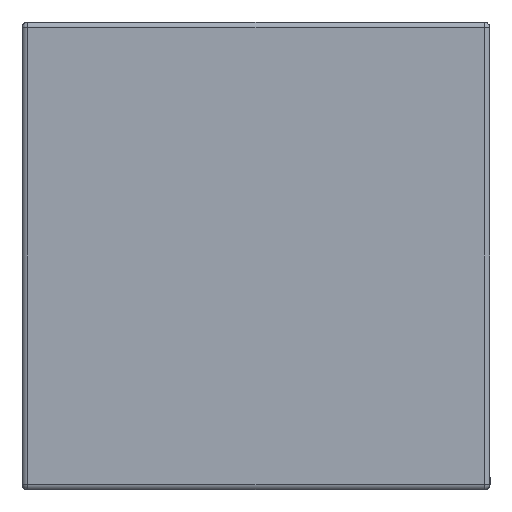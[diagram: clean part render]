
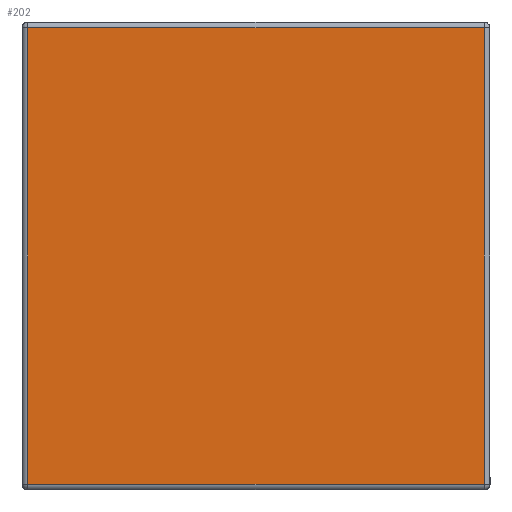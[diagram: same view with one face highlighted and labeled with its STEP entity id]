
A CAD part, left-side view. The second image highlights one B-rep face of the part: STEP entity #202.
In plain terms, the highlighted planar face has unit normal (-1, 0, 0).
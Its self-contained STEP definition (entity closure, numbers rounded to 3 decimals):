
#78 = VECTOR ( 'NONE', #1167, 1000. ) ;
#202 = ADVANCED_FACE ( 'NONE', ( #3829 ), #4565, .F. ) ;
#349 = VECTOR ( 'NONE', #4303, 1000. ) ;
#447 = VECTOR ( 'NONE', #2031, 1000. ) ;
#449 = EDGE_CURVE ( 'NONE', #4661, #1290, #3949, .T. ) ;
#489 = LINE ( 'NONE', #1945, #78 ) ;
#502 = DIRECTION ( 'NONE',  ( 0., 0., -1. ) ) ;
#828 = AXIS2_PLACEMENT_3D ( 'NONE', #2645, #1128, #4113 ) ;
#1039 = ORIENTED_EDGE ( 'NONE', *, *, #3515, .T. ) ;
#1128 = DIRECTION ( 'NONE',  ( 1., 0., 0. ) ) ;
#1167 = DIRECTION ( 'NONE',  ( 0., -1., 0. ) ) ;
#1290 = VERTEX_POINT ( 'NONE', #3341 ) ;
#1468 = ORIENTED_EDGE ( 'NONE', *, *, #3850, .T. ) ;
#1503 = ORIENTED_EDGE ( 'NONE', *, *, #449, .T. ) ;
#1602 = CARTESIAN_POINT ( 'NONE',  ( -0.8, 0., 0.79 ) ) ;
#1623 = LINE ( 'NONE', #4631, #349 ) ;
#1932 = VERTEX_POINT ( 'NONE', #2813 ) ;
#1945 = CARTESIAN_POINT ( 'NONE',  ( -0.8, 0., 0.01 ) ) ;
#1988 = CARTESIAN_POINT ( 'NONE',  ( -0.8, -0.39, 0.79 ) ) ;
#2031 = DIRECTION ( 'NONE',  ( 0., 1., 0. ) ) ;
#2403 = EDGE_CURVE ( 'NONE', #1932, #4567, #1623, .T. ) ;
#2589 = CARTESIAN_POINT ( 'NONE',  ( -0.8, 0.39, 0.79 ) ) ;
#2645 = CARTESIAN_POINT ( 'NONE',  ( -0.8, 0., 0.4 ) ) ;
#2812 = ORIENTED_EDGE ( 'NONE', *, *, #2403, .T. ) ;
#2813 = CARTESIAN_POINT ( 'NONE',  ( -0.8, -0.39, 0.01 ) ) ;
#3129 = LINE ( 'NONE', #1602, #447 ) ;
#3341 = CARTESIAN_POINT ( 'NONE',  ( -0.8, 0.39, 0.01 ) ) ;
#3459 = VECTOR ( 'NONE', #502, 1000. ) ;
#3515 = EDGE_CURVE ( 'NONE', #1290, #1932, #489, .T. ) ;
#3643 = EDGE_LOOP ( 'NONE', ( #1039, #2812, #1468, #1503 ) ) ;
#3829 = FACE_OUTER_BOUND ( 'NONE', #3643, .T. ) ;
#3850 = EDGE_CURVE ( 'NONE', #4567, #4661, #3129, .T. ) ;
#3949 = LINE ( 'NONE', #4333, #3459 ) ;
#4113 = DIRECTION ( 'NONE',  ( 0., 0., -1. ) ) ;
#4303 = DIRECTION ( 'NONE',  ( 0., 0., 1. ) ) ;
#4333 = CARTESIAN_POINT ( 'NONE',  ( -0.8, 0.39, 0.4 ) ) ;
#4565 = PLANE ( 'NONE',  #828 ) ;
#4567 = VERTEX_POINT ( 'NONE', #1988 ) ;
#4631 = CARTESIAN_POINT ( 'NONE',  ( -0.8, -0.39, 0.4 ) ) ;
#4661 = VERTEX_POINT ( 'NONE', #2589 ) ;
